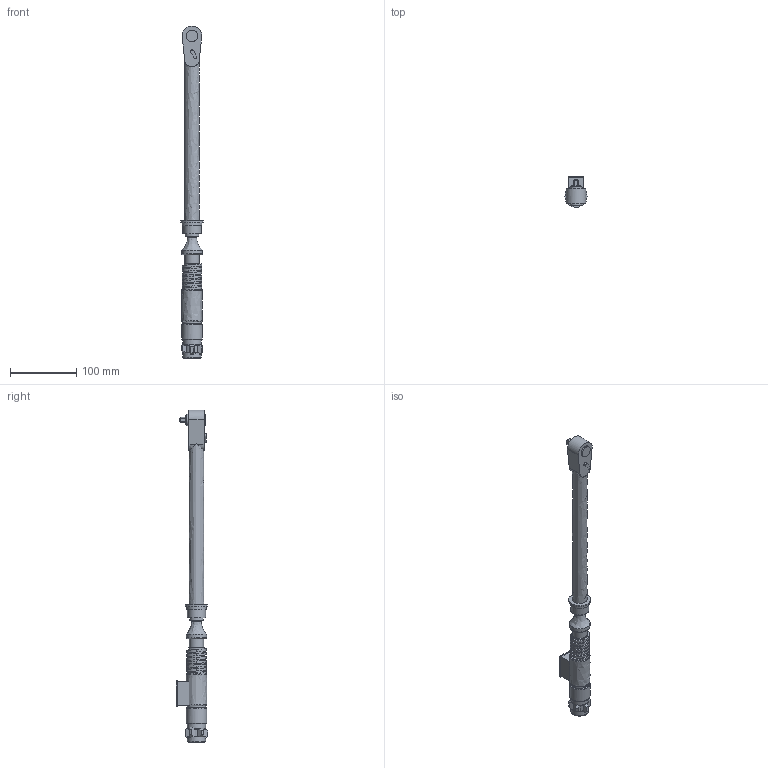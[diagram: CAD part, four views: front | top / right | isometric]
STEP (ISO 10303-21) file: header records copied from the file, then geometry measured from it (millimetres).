
FILE_DESCRIPTION(('FreeCAD Model'),'2;1');
FILE_NAME('Open CASCADE Shape Model','2025-05-03T14:17:21',('FreeCAD'),( 'FreeCAD'),'Open CASCADE STEP processor 7.6','FreeCAD','Unknown');
FILE_SCHEMA(('AUTOMOTIVE_DESIGN { 1 0 10303 214 1 1 1 1 }'));
Length unit declared in the file: millimetre
Products named in the file (1): Open CASCADE STEP translator 7.6 1
Bounding box: 33.34 x 47.37 x 502.34 mm (x, y, z)
Volume: 268304.2 mm3; surface area: 50184.9 mm2
Topology: 1 solids, 1 shells, 183 faces, 467 edges, 300 vertices
Faces by surface type: bspline 183
Entity records: 7320 total; most frequent: CARTESIAN_POINT 4537, ORIENTED_EDGE 934, EDGE_CURVE 467, B_SPLINE_CURVE_WITH_KNOTS 357, VERTEX_POINT 300, FACE_BOUND 203, EDGE_LOOP 203, ADVANCED_FACE 183
